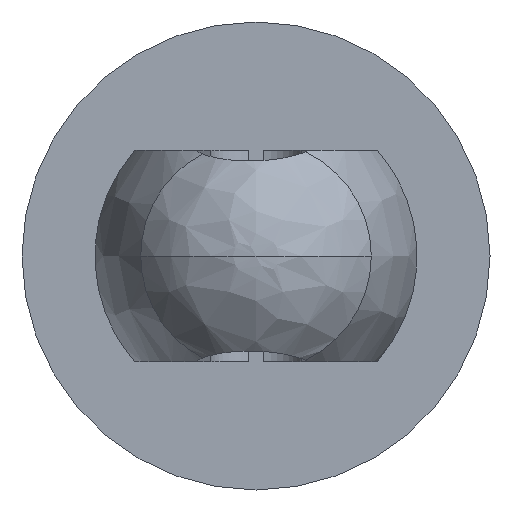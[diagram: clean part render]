
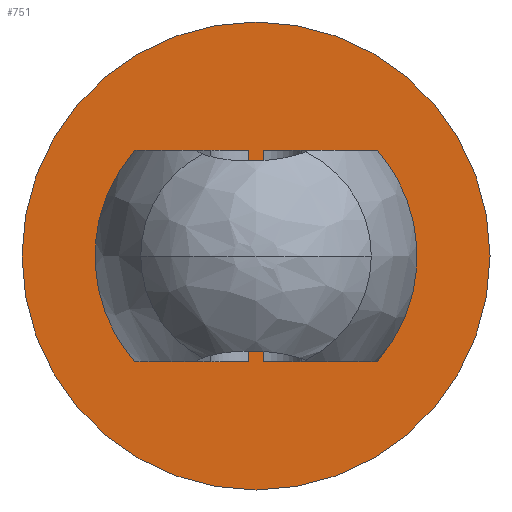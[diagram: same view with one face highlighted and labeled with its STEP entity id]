
A CAD part, front view. The second image highlights one B-rep face of the part: STEP entity #751.
In plain terms, the highlighted planar face has unit normal (0, -1, 0).
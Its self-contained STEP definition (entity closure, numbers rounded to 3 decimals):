
#271=EDGE_CURVE('NONE',#597,#667,#781,.T.);
#309=VERTEX_POINT('NONE',#822);
#313=EDGE_CURVE('NONE',#711,#691,#826,.T.);
#343=EDGE_CURVE('NONE',#581,#645,#858,.T.);
#349=VERTEX_POINT('NONE',#864);
#379=EDGE_CURVE('NONE',#309,#349,#894,.T.);
#389=EDGE_CURVE('NONE',#597,#349,#904,.T.);
#471=EDGE_CURVE('NONE',#693,#637,#992,.T.);
#581=VERTEX_POINT('NONE',#1111);
#597=VERTEX_POINT('NONE',#1130);
#637=VERTEX_POINT('NONE',#1174);
#645=VERTEX_POINT('NONE',#1182);
#651=EDGE_CURVE('NONE',#645,#581,#1188,.T.);
#665=EDGE_CURVE('NONE',#309,#667,#1204,.T.);
#667=VERTEX_POINT('NONE',#1206);
#677=EDGE_CURVE('NONE',#711,#637,#1217,.T.);
#691=VERTEX_POINT('NONE',#1231);
#693=VERTEX_POINT('NONE',#1233);
#711=VERTEX_POINT('NONE',#1258);
#729=EDGE_CURVE('NONE',#693,#691,#1277,.T.);
#751=ADVANCED_FACE('NONE',(#1303,#1304,#1305),#1306,.F.);
#781=LINE('',#1328,#1329);
#822=CARTESIAN_POINT('',(-0.075,-0.006,-1.04));
#826=LINE('',#1404,#1405);
#858=CIRCLE('',#1499,2.3);
#864=CARTESIAN_POINT('',(-0.628,-0.006,-1.04));
#894=LINE('',#1568,#1569);
#904=CIRCLE('',#1585,1.215);
#992=LINE('',#1735,#1736);
#1111=CARTESIAN_POINT('',(0.0,-0.006,-2.3));
#1130=CARTESIAN_POINT('',(-0.628,-0.006,1.04));
#1174=CARTESIAN_POINT('',(0.628,-0.006,1.04));
#1182=CARTESIAN_POINT('',(0.,-0.006,2.3));
#1188=CIRCLE('',#2102,2.3);
#1204=LINE('',#2166,#2167);
#1206=CARTESIAN_POINT('',(-0.075,-0.006,1.04));
#1217=CIRCLE('',#2186,1.215);
#1231=CARTESIAN_POINT('',(0.075,-0.006,-1.04));
#1233=CARTESIAN_POINT('',(0.075,-0.006,1.04));
#1258=CARTESIAN_POINT('',(0.628,-0.006,-1.04));
#1277=LINE('',#2317,#2318);
#1303=FACE_OUTER_BOUND('',#2349,.T.);
#1304=FACE_BOUND('',#2350,.T.);
#1305=FACE_BOUND('',#2351,.T.);
#1306=PLANE('',#2352);
#1328=CARTESIAN_POINT('',(-0.634,-0.006,1.04));
#1329=VECTOR('',#2370,1000.0);
#1404=CARTESIAN_POINT('',(0.634,-0.006,-1.04));
#1405=VECTOR('',#2418,1000.0);
#1499=AXIS2_PLACEMENT_3D('',#2447,#2448,#2449);
#1568=CARTESIAN_POINT('',(-0.634,-0.006,-1.04));
#1569=VECTOR('',#2462,1000.0);
#1585=AXIS2_PLACEMENT_3D('',#2468,#2469,#2470);
#1735=CARTESIAN_POINT('',(0.634,-0.006,1.04));
#1736=VECTOR('',#2556,1000.0);
#2102=AXIS2_PLACEMENT_3D('',#2761,#2762,#2763);
#2166=CARTESIAN_POINT('',(-0.075,-0.006,0.0));
#2167=VECTOR('',#2782,1000.0);
#2186=AXIS2_PLACEMENT_3D('',#2798,#2799,#2800);
#2317=CARTESIAN_POINT('',(0.075,-0.006,0.0));
#2318=VECTOR('',#2880,1000.0);
#2349=EDGE_LOOP('',(#2928,#2929));
#2350=EDGE_LOOP('',(#2930,#2931,#2932,#2933));
#2351=EDGE_LOOP('',(#2934,#2935,#2936,#2937));
#2352=AXIS2_PLACEMENT_3D('',#2938,#2939,#2940);
#2370=DIRECTION('',(1.0,-0.0,-0.0));
#2418=DIRECTION('',(-1.0,-0.0,-0.0));
#2447=CARTESIAN_POINT('',(0.0,-0.006,0.0));
#2448=DIRECTION('',(0.0,-1.0,0.0));
#2449=DIRECTION('',(0.0,0.0,-1.0));
#2462=DIRECTION('',(-1.0,-0.0,-0.0));
#2468=CARTESIAN_POINT('',(0.0,-0.006,0.0));
#2469=DIRECTION('',(0.0,-1.0,0.0));
#2470=DIRECTION('',(0.0,0.0,1.0));
#2556=DIRECTION('',(1.0,-0.0,-0.0));
#2761=CARTESIAN_POINT('',(0.0,-0.006,0.0));
#2762=DIRECTION('',(0.0,-1.0,0.0));
#2763=DIRECTION('',(0.0,0.0,-1.0));
#2782=DIRECTION('',(0.0,0.0,1.0));
#2798=CARTESIAN_POINT('',(0.0,-0.006,0.0));
#2799=DIRECTION('',(0.0,-1.0,0.0));
#2800=DIRECTION('',(0.,0.0,1.0));
#2880=DIRECTION('',(-0.0,-0.0,-1.0));
#2928=ORIENTED_EDGE('',*,*,#343,.T.);
#2929=ORIENTED_EDGE('',*,*,#651,.T.);
#2930=ORIENTED_EDGE('',*,*,#677,.F.);
#2931=ORIENTED_EDGE('',*,*,#313,.T.);
#2932=ORIENTED_EDGE('',*,*,#729,.F.);
#2933=ORIENTED_EDGE('',*,*,#471,.T.);
#2934=ORIENTED_EDGE('',*,*,#389,.F.);
#2935=ORIENTED_EDGE('',*,*,#271,.T.);
#2936=ORIENTED_EDGE('',*,*,#665,.F.);
#2937=ORIENTED_EDGE('',*,*,#379,.T.);
#2938=CARTESIAN_POINT('',(-2.328,-0.006,-2.328));
#2939=DIRECTION('',(0.0,1.0,0.0));
#2940=DIRECTION('',(1.0,0.0,-0.0));
